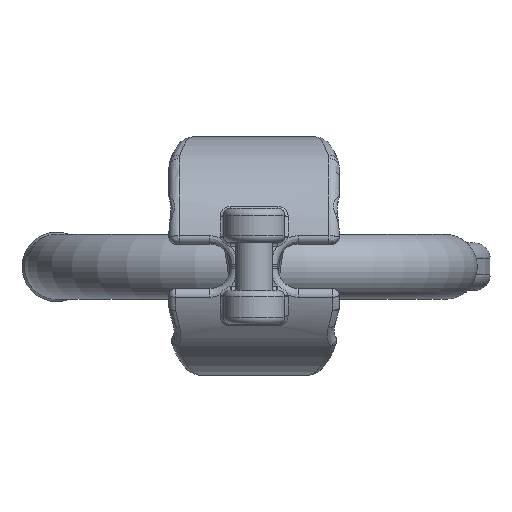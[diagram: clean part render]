
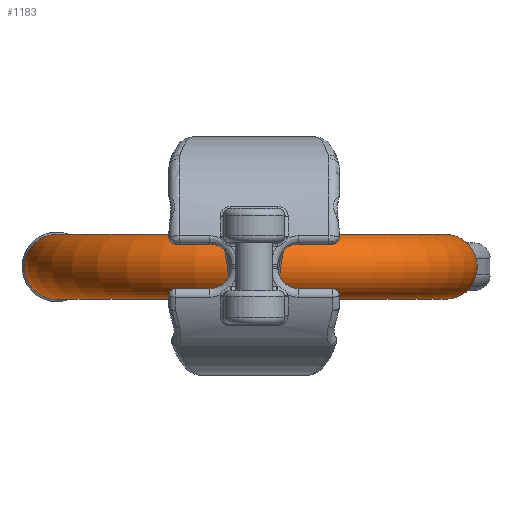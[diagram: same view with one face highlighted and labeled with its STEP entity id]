
A CAD part, front view. The second image highlights one B-rep face of the part: STEP entity #1183.
In plain terms, the highlighted toroidal (fillet/blend) face has major radius 57 mm and minor radius 9.5 mm.
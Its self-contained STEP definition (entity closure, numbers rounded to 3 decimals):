
#971=TOROIDAL_SURFACE('',#10181,57.,9.5);
#1183=ADVANCED_FACE('',(#2277,#2278),#971,.T.);
#1998=CIRCLE('',#10172,9.5);
#1999=CIRCLE('',#10174,9.5);
#2277=FACE_BOUND('',#2352,.T.);
#2278=FACE_BOUND('',#2353,.T.);
#2352=EDGE_LOOP('',(#3697));
#2353=EDGE_LOOP('',(#3698));
#3697=ORIENTED_EDGE('',*,*,#7480,.F.);
#3698=ORIENTED_EDGE('',*,*,#7479,.T.);
#6568=VERTEX_POINT('',#13706);
#6569=VERTEX_POINT('',#13709);
#7479=EDGE_CURVE('',#6568,#6568,#1998,.T.);
#7480=EDGE_CURVE('',#6569,#6569,#1999,.T.);
#10172=AXIS2_PLACEMENT_3D('',#13705,#10983,#10984);
#10174=AXIS2_PLACEMENT_3D('',#13708,#10987,#10988);
#10181=AXIS2_PLACEMENT_3D('',#13719,#11001,#11002);
#10983=DIRECTION('',(0.,-1.,0.));
#10984=DIRECTION('',(-1.,0.,0.));
#10987=DIRECTION('',(0.,1.,0.));
#10988=DIRECTION('',(1.,0.,0.));
#11001=DIRECTION('',(0.,0.,1.));
#11002=DIRECTION('',(1.,0.,0.));
#13705=CARTESIAN_POINT('',(55.912,-32.5,0.));
#13706=CARTESIAN_POINT('',(46.412,-32.5,0.));
#13708=CARTESIAN_POINT('',(-58.087,-32.5,0.));
#13709=CARTESIAN_POINT('',(-48.587,-32.5,0.));
#13719=CARTESIAN_POINT('',(-1.088,-32.5,0.));
